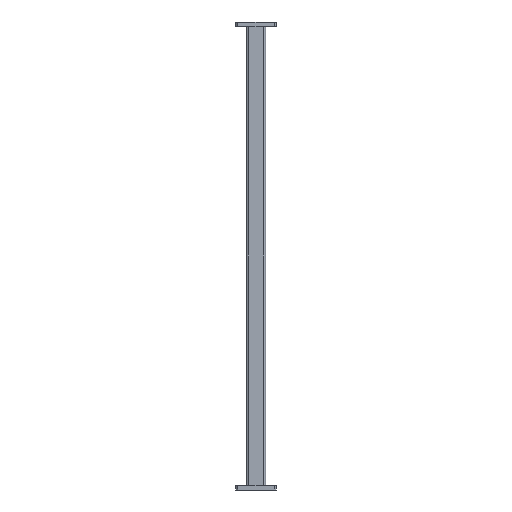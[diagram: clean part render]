
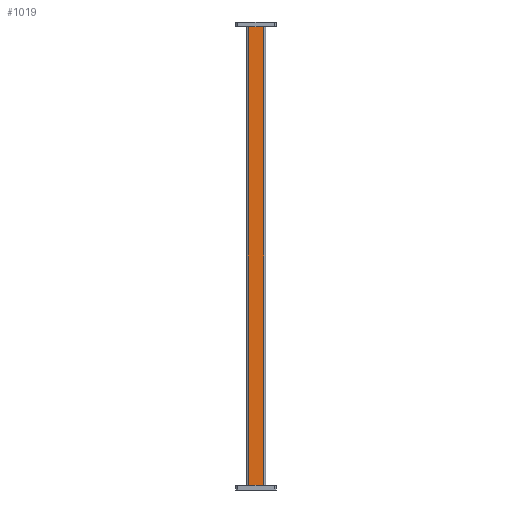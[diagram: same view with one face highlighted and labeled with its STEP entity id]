
A CAD part, front view. The second image highlights one B-rep face of the part: STEP entity #1019.
In plain terms, the highlighted planar face has unit normal (0, -1, 0).
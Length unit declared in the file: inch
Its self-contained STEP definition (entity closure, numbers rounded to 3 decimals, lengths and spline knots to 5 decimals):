
#148 = CARTESIAN_POINT ( 'NONE',  ( 0.5, -0.25, -24.88181 ) ) ;
#430 = VERTEX_POINT ( 'NONE', #554 ) ;
#499 = DIRECTION ( 'NONE',  ( 0., 0., 1. ) ) ;
#554 = CARTESIAN_POINT ( 'NONE',  ( -0.4, -0.25, -23.76378 ) ) ;
#579 = EDGE_CURVE ( 'NONE', #802, #594, #1993, .T. ) ;
#594 = VERTEX_POINT ( 'NONE', #1629 ) ;
#643 = LINE ( 'NONE', #1301, #2073 ) ;
#732 = LINE ( 'NONE', #1579, #1322 ) ;
#785 = EDGE_LOOP ( 'NONE', ( #2007, #1243, #1050, #1451 ) ) ;
#802 = VERTEX_POINT ( 'NONE', #2090 ) ;
#992 = CARTESIAN_POINT ( 'NONE',  ( -0.4, -0.25, -24.88181 ) ) ;
#1019 = ADVANCED_FACE ( 'NONE', ( #1861 ), #2200, .F. ) ;
#1023 = LINE ( 'NONE', #992, #1297 ) ;
#1050 = ORIENTED_EDGE ( 'NONE', *, *, #1708, .T. ) ;
#1052 = CARTESIAN_POINT ( 'NONE',  ( -0.4, -0.25, -0.23622 ) ) ;
#1141 = CARTESIAN_POINT ( 'NONE',  ( 0.4, -0.25, -24.88181 ) ) ;
#1211 = VECTOR ( 'NONE', #1666, 39.37008 ) ;
#1243 = ORIENTED_EDGE ( 'NONE', *, *, #1446, .T. ) ;
#1297 = VECTOR ( 'NONE', #1847, 39.37008 ) ;
#1301 = CARTESIAN_POINT ( 'NONE',  ( 0.5, -0.25, -0.23622 ) ) ;
#1322 = VECTOR ( 'NONE', #2098, 39.37008 ) ;
#1371 = DIRECTION ( 'NONE',  ( 0., 1., 0. ) ) ;
#1446 = EDGE_CURVE ( 'NONE', #2212, #430, #1023, .T. ) ;
#1451 = ORIENTED_EDGE ( 'NONE', *, *, #579, .T. ) ;
#1466 = DIRECTION ( 'NONE',  ( -1., 0., 0. ) ) ;
#1579 = CARTESIAN_POINT ( 'NONE',  ( 0.5, -0.25, -23.76378 ) ) ;
#1614 = AXIS2_PLACEMENT_3D ( 'NONE', #148, #1371, #499 ) ;
#1629 = CARTESIAN_POINT ( 'NONE',  ( 0.4, -0.25, -0.23622 ) ) ;
#1666 = DIRECTION ( 'NONE',  ( 0., 0., 1. ) ) ;
#1708 = EDGE_CURVE ( 'NONE', #430, #802, #732, .T. ) ;
#1847 = DIRECTION ( 'NONE',  ( 0., 0., -1. ) ) ;
#1861 = FACE_OUTER_BOUND ( 'NONE', #785, .T. ) ;
#1940 = EDGE_CURVE ( 'NONE', #594, #2212, #643, .T. ) ;
#1993 = LINE ( 'NONE', #1141, #1211 ) ;
#2007 = ORIENTED_EDGE ( 'NONE', *, *, #1940, .T. ) ;
#2073 = VECTOR ( 'NONE', #1466, 39.37008 ) ;
#2090 = CARTESIAN_POINT ( 'NONE',  ( 0.4, -0.25, -23.76378 ) ) ;
#2098 = DIRECTION ( 'NONE',  ( 1., 0., 0. ) ) ;
#2200 = PLANE ( 'NONE',  #1614 ) ;
#2212 = VERTEX_POINT ( 'NONE', #1052 ) ;
